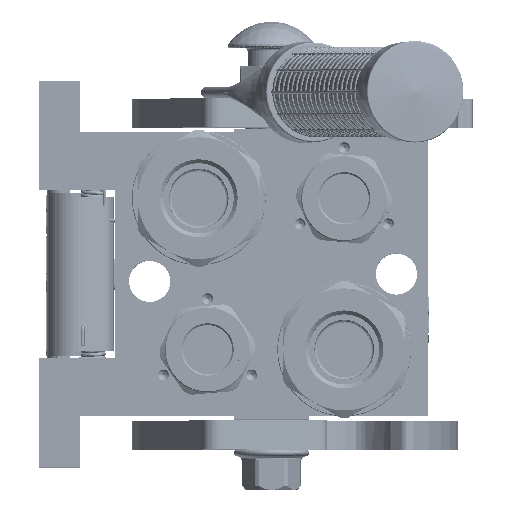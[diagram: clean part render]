
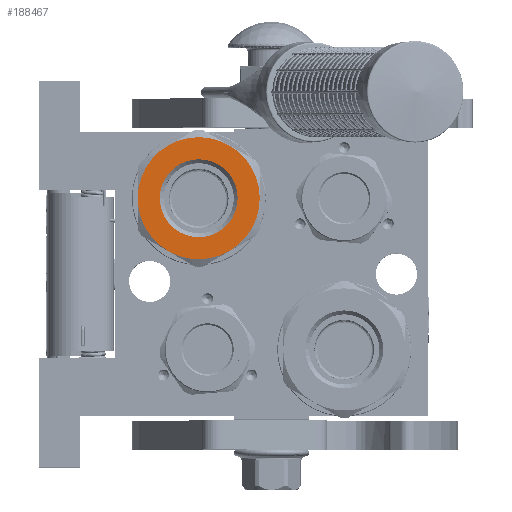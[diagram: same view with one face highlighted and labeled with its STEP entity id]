
A CAD part, top view. The second image highlights one B-rep face of the part: STEP entity #188467.
In plain terms, the highlighted face is planar.
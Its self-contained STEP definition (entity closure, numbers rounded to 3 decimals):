
#414 = EDGE_LOOP ( 'NONE', ( #77924, #213492, #128032, #99510, #194430, #79352, #57678 ) ) ;
#3622 = DIRECTION ( 'NONE',  ( -1., 0., 0. ) ) ;
#6820 = ORIENTED_EDGE ( 'NONE', *, *, #130718, .T. ) ;
#6888 = CARTESIAN_POINT ( 'NONE',  ( 100.6, 21., 0. ) ) ;
#10795 = EDGE_CURVE ( 'NONE', #26896, #11771, #38361, .T. ) ;
#11771 = VERTEX_POINT ( 'NONE', #6888 ) ;
#16692 = EDGE_CURVE ( 'NONE', #198125, #89823, #49236, .T. ) ;
#18805 = CARTESIAN_POINT ( 'NONE',  ( 100.6, 0., 0. ) ) ;
#19567 = DIRECTION ( 'NONE',  ( 0., 0.5, 0.866 ) ) ;
#22693 = CIRCLE ( 'NONE', #160559, 13.4 ) ;
#26896 = VERTEX_POINT ( 'NONE', #125442 ) ;
#32568 = DIRECTION ( 'NONE',  ( 1., 0., 0. ) ) ;
#34009 = DIRECTION ( 'NONE',  ( 1., 0., 0. ) ) ;
#35561 = CIRCLE ( 'NONE', #39076, 21. ) ;
#35979 = AXIS2_PLACEMENT_3D ( 'NONE', #18805, #34009, #100024 ) ;
#38361 = CIRCLE ( 'NONE', #65775, 21. ) ;
#39076 = AXIS2_PLACEMENT_3D ( 'NONE', #137655, #186937, #168900 ) ;
#40490 = CARTESIAN_POINT ( 'NONE',  ( 100.6, 0., 0. ) ) ;
#42899 = EDGE_CURVE ( 'NONE', #26896, #198125, #108083, .T. ) ;
#49236 = CIRCLE ( 'NONE', #35979, 21. ) ;
#49438 = EDGE_CURVE ( 'NONE', #71166, #172780, #106499, .T. ) ;
#50740 = DIRECTION ( 'NONE',  ( -1., 0., 0. ) ) ;
#52089 = CARTESIAN_POINT ( 'NONE',  ( 100.6, 0., 0. ) ) ;
#52241 = CARTESIAN_POINT ( 'NONE',  ( 100.6, 0., 0. ) ) ;
#57678 = ORIENTED_EDGE ( 'NONE', *, *, #16692, .T. ) ;
#57804 = DIRECTION ( 'NONE',  ( 1., 0., 0. ) ) ;
#59645 = AXIS2_PLACEMENT_3D ( 'NONE', #40490, #57804, #141272 ) ;
#65775 = AXIS2_PLACEMENT_3D ( 'NONE', #118884, #50740, #19567 ) ;
#67578 = EDGE_LOOP ( 'NONE', ( #6820, #92773 ) ) ;
#68196 = DIRECTION ( 'NONE',  ( 0., 0.5, 0.866 ) ) ;
#71166 = VERTEX_POINT ( 'NONE', #156444 ) ;
#71712 = PLANE ( 'NONE',  #192508 ) ;
#72178 = EDGE_CURVE ( 'NONE', #132677, #100384, #133180, .T. ) ;
#73880 = CARTESIAN_POINT ( 'NONE',  ( 100.6, 0., 0. ) ) ;
#77206 = AXIS2_PLACEMENT_3D ( 'NONE', #114512, #32568, #213927 ) ;
#77924 = ORIENTED_EDGE ( 'NONE', *, *, #195038, .T. ) ;
#79352 = ORIENTED_EDGE ( 'NONE', *, *, #42899, .T. ) ;
#84732 = CARTESIAN_POINT ( 'NONE',  ( 100.6, -21., 0. ) ) ;
#86322 = CARTESIAN_POINT ( 'NONE',  ( 100.6, 0., 0. ) ) ;
#87032 = DIRECTION ( 'NONE',  ( 1., 0., 0. ) ) ;
#89823 = VERTEX_POINT ( 'NONE', #115170 ) ;
#92773 = ORIENTED_EDGE ( 'NONE', *, *, #49438, .T. ) ;
#98203 = DIRECTION ( 'NONE',  ( -1., 0., 0. ) ) ;
#99510 = ORIENTED_EDGE ( 'NONE', *, *, #189334, .F. ) ;
#100024 = DIRECTION ( 'NONE',  ( 0., 0.5, 0.866 ) ) ;
#100384 = VERTEX_POINT ( 'NONE', #123426 ) ;
#102299 = CIRCLE ( 'NONE', #149711, 21. ) ;
#106499 = CIRCLE ( 'NONE', #167107, 13.4 ) ;
#108083 = CIRCLE ( 'NONE', #135644, 21. ) ;
#114512 = CARTESIAN_POINT ( 'NONE',  ( 100.6, 0., 0. ) ) ;
#115170 = CARTESIAN_POINT ( 'NONE',  ( 100.6, -10.5, 18.187 ) ) ;
#115178 = CARTESIAN_POINT ( 'NONE',  ( 100.6, -10.5, -18.187 ) ) ;
#118884 = CARTESIAN_POINT ( 'NONE',  ( 100.6, 0., 0. ) ) ;
#123426 = CARTESIAN_POINT ( 'NONE',  ( 100.6, 10.5, -18.187 ) ) ;
#125442 = CARTESIAN_POINT ( 'NONE',  ( 100.6, 10.5, 18.187 ) ) ;
#128032 = ORIENTED_EDGE ( 'NONE', *, *, #72178, .T. ) ;
#130718 = EDGE_CURVE ( 'NONE', #172780, #71166, #22693, .T. ) ;
#131970 = DIRECTION ( 'NONE',  ( -1., 0., 0. ) ) ;
#132677 = VERTEX_POINT ( 'NONE', #115178 ) ;
#133025 = DIRECTION ( 'NONE',  ( 0., 1., 0. ) ) ;
#133180 = CIRCLE ( 'NONE', #59645, 21. ) ;
#135644 = AXIS2_PLACEMENT_3D ( 'NONE', #52241, #87032, #68196 ) ;
#137265 = VERTEX_POINT ( 'NONE', #84732 ) ;
#137655 = CARTESIAN_POINT ( 'NONE',  ( 100.6, 0., 0. ) ) ;
#137778 = DIRECTION ( 'NONE',  ( 0., 1., 0. ) ) ;
#141272 = DIRECTION ( 'NONE',  ( 0., -0.5, -0.866 ) ) ;
#142097 = DIRECTION ( 'NONE',  ( 0., 0., 1. ) ) ;
#149711 = AXIS2_PLACEMENT_3D ( 'NONE', #167143, #98203, #133025 ) ;
#149893 = CARTESIAN_POINT ( 'NONE',  ( 100.6, 0., 21. ) ) ;
#156444 = CARTESIAN_POINT ( 'NONE',  ( 100.6, 13.4, 0. ) ) ;
#158825 = CIRCLE ( 'NONE', #77206, 21. ) ;
#160559 = AXIS2_PLACEMENT_3D ( 'NONE', #52089, #131970, #182736 ) ;
#167107 = AXIS2_PLACEMENT_3D ( 'NONE', #86322, #3622, #137778 ) ;
#167143 = CARTESIAN_POINT ( 'NONE',  ( 100.6, 0., 0. ) ) ;
#167919 = FACE_OUTER_BOUND ( 'NONE', #414, .T. ) ;
#168681 = CARTESIAN_POINT ( 'NONE',  ( 100.6, -13.4, 0. ) ) ;
#168900 = DIRECTION ( 'NONE',  ( 0., -0.5, 0.866 ) ) ;
#172780 = VERTEX_POINT ( 'NONE', #168681 ) ;
#175453 = DIRECTION ( 'NONE',  ( -1., 0., 0. ) ) ;
#182736 = DIRECTION ( 'NONE',  ( 0., -1., 0. ) ) ;
#183906 = FACE_BOUND ( 'NONE', #67578, .T. ) ;
#186937 = DIRECTION ( 'NONE',  ( 1., 0., 0. ) ) ;
#188467 = ADVANCED_FACE ( 'NONE', ( #167919, #183906 ), #71712, .F. ) ;
#189334 = EDGE_CURVE ( 'NONE', #11771, #100384, #102299, .T. ) ;
#192508 = AXIS2_PLACEMENT_3D ( 'NONE', #73880, #175453, #142097 ) ;
#194430 = ORIENTED_EDGE ( 'NONE', *, *, #10795, .F. ) ;
#195038 = EDGE_CURVE ( 'NONE', #89823, #137265, #35561, .T. ) ;
#198125 = VERTEX_POINT ( 'NONE', #149893 ) ;
#199347 = EDGE_CURVE ( 'NONE', #137265, #132677, #158825, .T. ) ;
#213492 = ORIENTED_EDGE ( 'NONE', *, *, #199347, .T. ) ;
#213927 = DIRECTION ( 'NONE',  ( 0., -1., 0. ) ) ;
